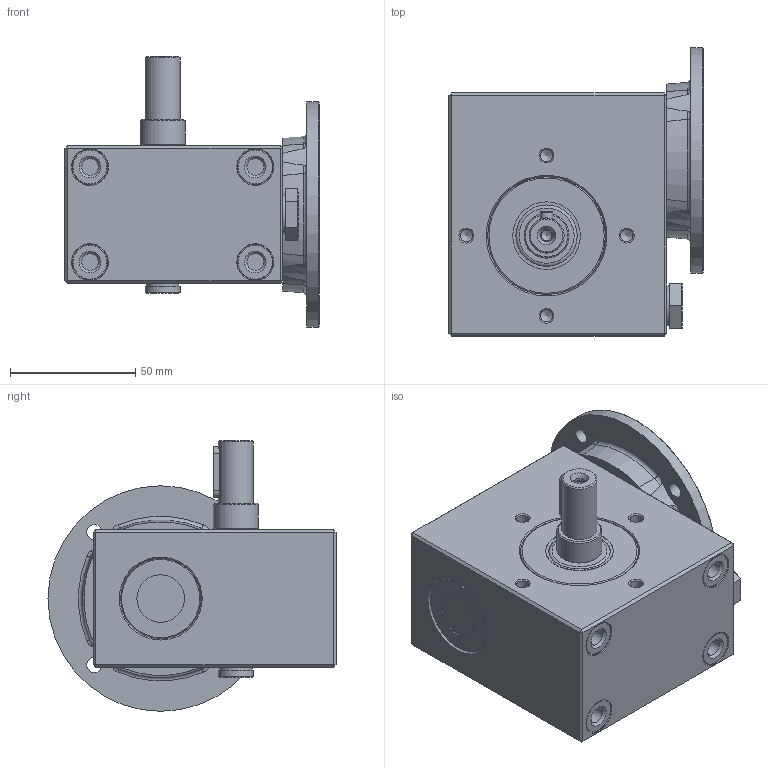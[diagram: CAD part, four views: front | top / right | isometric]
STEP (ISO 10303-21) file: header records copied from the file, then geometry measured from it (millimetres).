
FILE_DESCRIPTION( ( 'Unknown' ), '1' );
FILE_NAME( 'B9608AA55DDE5980225B66FF30972C92.3d.stp', 'Unknown', ( 'Unknown' ), ( 'Unknown' ), 'PSStep 10.1', 'Unknown', ' ' );
FILE_SCHEMA( ( 'AUTOMOTIVE_DESIGN { 1 0 10303 214 1 1 1 1 }' ) );
Length unit declared in the file: millimetre
Products named in the file (2): I308800
Bounding box: 101.5 x 115 x 108 mm (x, y, z)
Volume: 488759.1 mm3; surface area: 67216.2 mm2
Topology: 2 solids, 21 shells, 378 faces, 877 edges, 571 vertices
Faces by surface type: plane 158, cylinder 93, cone 85, torus 26, bspline 16
Full cylindrical faces by diameter (mm): 4.134 x1, 4.917 x12, 5 x1, 6 x8, 6.5 x4, 6.647 x4, 8.566 x1, 10 x4, 10.106 x4, 11 x4, 12 x4, 12.1 x4, 13 x1, 14 x7, 14.1 x4, 16 x1, 18 x2, 19 x1, 20 x1, 24.5 x2, 27 x2, 28.8 x1, 30 x1, 31.246 x1, 31.7 x1, 32 x2, 37 x1, 41.8 x1, 47 x1, 90 x1
Entity records: 12945 total; most frequent: CARTESIAN_POINT 2672, DIRECTION 1544, ORIENTED_EDGE 1154, AXIS2_PLACEMENT_3D 678, EDGE_LOOP 612, EDGE_CURVE 577, FACE_OUTER_BOUND 482, VERTEX_POINT 460
